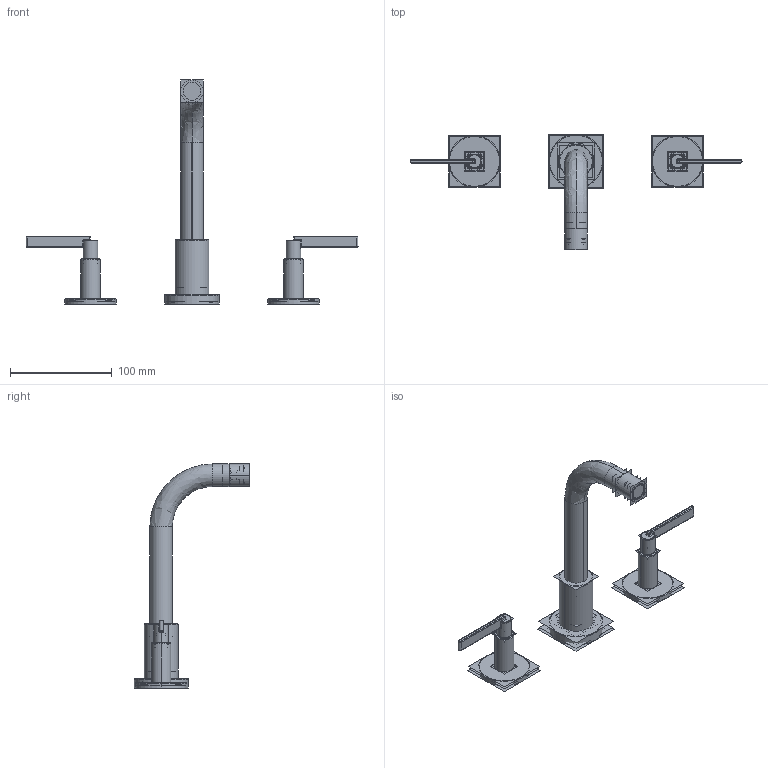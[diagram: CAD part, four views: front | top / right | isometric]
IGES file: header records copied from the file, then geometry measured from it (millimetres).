
Start section:  PTC IGES file: 3-3321_asm.igs
Global section: file name: 3-3321_asm.igs; native system: Creo Parametric by PTC Inc.; preprocessor: 2018400; author: jinson.thomas; organization: Unknown; date: 20200914.102648; units: inch
Bounding box: 327 x 114.05 x 220.66 mm (x, y, z)
Volume: 230004.5 mm3; surface area: 1130033.2 mm2
Topology: 12 solids, 12 shells, 1280 faces, 7740 edges, 10743 vertices
Faces by surface type: revolution 774, bspline 506
